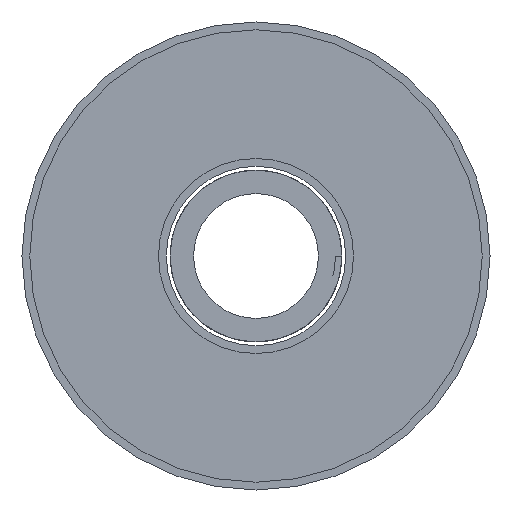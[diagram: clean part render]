
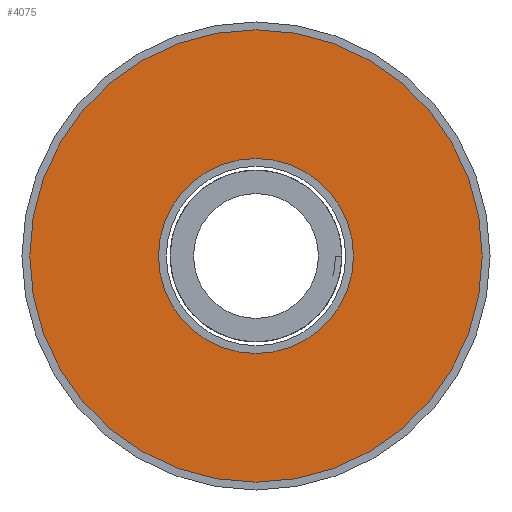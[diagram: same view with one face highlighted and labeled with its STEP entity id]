
A CAD part, front view. The second image highlights one B-rep face of the part: STEP entity #4075.
In plain terms, the highlighted planar face has unit normal (0, -1, 0).
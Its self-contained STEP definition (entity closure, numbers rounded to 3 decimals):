
#119 = CARTESIAN_POINT ( 'NONE',  ( 0., 14., 0. ) ) ;
#144 = DIRECTION ( 'NONE',  ( 0., 0., 1. ) ) ;
#188 = DIRECTION ( 'NONE',  ( 0., 0., 1. ) ) ;
#399 = VERTEX_POINT ( 'NONE', #975 ) ;
#557 = DIRECTION ( 'NONE',  ( 0., 1., 0. ) ) ;
#799 = CARTESIAN_POINT ( 'NONE',  ( 0., 14., 29. ) ) ;
#802 = CIRCLE ( 'NONE', #3287, 12.5 ) ;
#869 = VERTEX_POINT ( 'NONE', #902 ) ;
#893 = CARTESIAN_POINT ( 'NONE',  ( 0., 14., 0. ) ) ;
#902 = CARTESIAN_POINT ( 'NONE',  ( 0., 14., -12.5 ) ) ;
#967 = FACE_OUTER_BOUND ( 'NONE', #1307, .T. ) ;
#975 = CARTESIAN_POINT ( 'NONE',  ( 0., 14., -29. ) ) ;
#980 = VERTEX_POINT ( 'NONE', #799 ) ;
#991 = DIRECTION ( 'NONE',  ( 0., 0., 1. ) ) ;
#1189 = ORIENTED_EDGE ( 'NONE', *, *, #1640, .F. ) ;
#1307 = EDGE_LOOP ( 'NONE', ( #1189, #1582 ) ) ;
#1386 = VERTEX_POINT ( 'NONE', #4120 ) ;
#1582 = ORIENTED_EDGE ( 'NONE', *, *, #2216, .F. ) ;
#1640 = EDGE_CURVE ( 'NONE', #399, #980, #5132, .T. ) ;
#2166 = CARTESIAN_POINT ( 'NONE',  ( 0., 14., 0. ) ) ;
#2173 = FACE_BOUND ( 'NONE', #3259, .T. ) ;
#2216 = EDGE_CURVE ( 'NONE', #980, #399, #3691, .T. ) ;
#2490 = ORIENTED_EDGE ( 'NONE', *, *, #5122, .F. ) ;
#2605 = PLANE ( 'NONE',  #3355 ) ;
#2709 = CARTESIAN_POINT ( 'NONE',  ( 0., 14., 0. ) ) ;
#3259 = EDGE_LOOP ( 'NONE', ( #3461, #2490 ) ) ;
#3287 = AXIS2_PLACEMENT_3D ( 'NONE', #893, #3821, #144 ) ;
#3334 = CARTESIAN_POINT ( 'NONE',  ( 0., 14., 0. ) ) ;
#3355 = AXIS2_PLACEMENT_3D ( 'NONE', #3334, #4236, #991 ) ;
#3394 = DIRECTION ( 'NONE',  ( 0., 0., 1. ) ) ;
#3461 = ORIENTED_EDGE ( 'NONE', *, *, #5285, .F. ) ;
#3464 = DIRECTION ( 'NONE',  ( 0., -1., 0. ) ) ;
#3515 = AXIS2_PLACEMENT_3D ( 'NONE', #119, #3820, #3394 ) ;
#3595 = AXIS2_PLACEMENT_3D ( 'NONE', #2166, #557, #4200 ) ;
#3691 = CIRCLE ( 'NONE', #3515, 29. ) ;
#3820 = DIRECTION ( 'NONE',  ( 0., 1., 0. ) ) ;
#3821 = DIRECTION ( 'NONE',  ( 0., -1., 0. ) ) ;
#4075 = ADVANCED_FACE ( 'NONE', ( #2173, #967 ), #2605, .F. ) ;
#4120 = CARTESIAN_POINT ( 'NONE',  ( 0., 14., 12.5 ) ) ;
#4200 = DIRECTION ( 'NONE',  ( 0., 0., 1. ) ) ;
#4236 = DIRECTION ( 'NONE',  ( 0., 1., 0. ) ) ;
#4868 = AXIS2_PLACEMENT_3D ( 'NONE', #2709, #3464, #188 ) ;
#5121 = CIRCLE ( 'NONE', #4868, 12.5 ) ;
#5122 = EDGE_CURVE ( 'NONE', #869, #1386, #802, .T. ) ;
#5132 = CIRCLE ( 'NONE', #3595, 29. ) ;
#5285 = EDGE_CURVE ( 'NONE', #1386, #869, #5121, .T. ) ;
